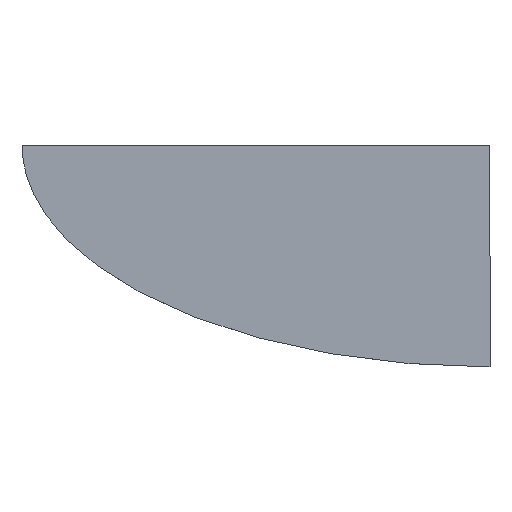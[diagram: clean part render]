
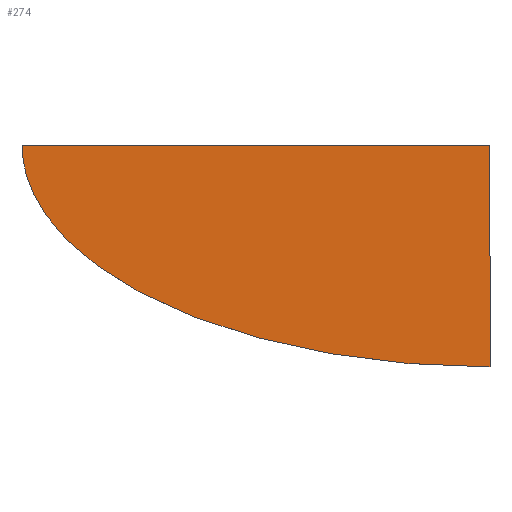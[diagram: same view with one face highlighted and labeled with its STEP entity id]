
A CAD part, top view. The second image highlights one B-rep face of the part: STEP entity #274.
In plain terms, the highlighted planar face has unit normal (0, 0, 1).
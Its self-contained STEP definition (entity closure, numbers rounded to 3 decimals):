
#24 = VERTEX_POINT('',#25);
#25 = CARTESIAN_POINT('',(0.,0.,0.4));
#32 = PLANE('',#33);
#33 = AXIS2_PLACEMENT_3D('',#34,#35,#36);
#34 = CARTESIAN_POINT('',(0.,0.,-0.4));
#35 = DIRECTION('',(0.,1.,-0.));
#36 = DIRECTION('',(1.,0.,0.));
#44 = PLANE('',#45);
#45 = AXIS2_PLACEMENT_3D('',#46,#47,#48);
#46 = CARTESIAN_POINT('',(0.,0.,-0.4));
#47 = DIRECTION('',(-1.,0.,-0.));
#48 = DIRECTION('',(0.,1.,0.));
#56 = EDGE_CURVE('',#24,#57,#59,.T.);
#57 = VERTEX_POINT('',#58);
#58 = CARTESIAN_POINT('',(-67.5,0.,0.4));
#59 = SURFACE_CURVE('',#60,(#64,#71),.PCURVE_S1.);
#60 = LINE('',#61,#62);
#61 = CARTESIAN_POINT('',(0.,0.,0.4));
#62 = VECTOR('',#63,1.);
#63 = DIRECTION('',(-1.,0.,-0.));
#64 = PCURVE('',#32,#65);
#65 = DEFINITIONAL_REPRESENTATION('',(#66),#70);
#66 = LINE('',#67,#68);
#67 = CARTESIAN_POINT('',(-0.,-0.8));
#68 = VECTOR('',#69,1.);
#69 = DIRECTION('',(-1.,0.));
#70 = ( GEOMETRIC_REPRESENTATION_CONTEXT(2) 
PARAMETRIC_REPRESENTATION_CONTEXT() REPRESENTATION_CONTEXT('2D SPACE',''
  ) );
#71 = PCURVE('',#72,#77);
#72 = PLANE('',#73);
#73 = AXIS2_PLACEMENT_3D('',#74,#75,#76);
#74 = CARTESIAN_POINT('',(-29.403,-12.678,0.4));
#75 = DIRECTION('',(0.,0.,1.));
#76 = DIRECTION('',(0.,-1.,0.));
#77 = DEFINITIONAL_REPRESENTATION('',(#78),#82);
#78 = LINE('',#79,#80);
#79 = CARTESIAN_POINT('',(-12.678,29.403));
#80 = VECTOR('',#81,1.);
#81 = DIRECTION('',(0.,-1.));
#82 = ( GEOMETRIC_REPRESENTATION_CONTEXT(2) 
PARAMETRIC_REPRESENTATION_CONTEXT() REPRESENTATION_CONTEXT('2D SPACE',''
  ) );
#100 = SURFACE_OF_LINEAR_EXTRUSION('',#101,#106);
#101 = ELLIPSE('',#102,67.5,32.);
#102 = AXIS2_PLACEMENT_3D('',#103,#104,#105);
#103 = CARTESIAN_POINT('',(0.,0.,-0.4)
  );
#104 = DIRECTION('',(0.,-0.,-1.));
#105 = DIRECTION('',(-1.,0.,-0.));
#106 = VECTOR('',#107,1.);
#107 = DIRECTION('',(0.,-0.,-1.));
#147 = VERTEX_POINT('',#148);
#148 = CARTESIAN_POINT('',(0.,-32.,0.4));
#169 = EDGE_CURVE('',#147,#57,#170,.T.);
#170 = SURFACE_CURVE('',#171,(#176,#183),.PCURVE_S1.);
#171 = ELLIPSE('',#172,67.5,32.);
#172 = AXIS2_PLACEMENT_3D('',#173,#174,#175);
#173 = CARTESIAN_POINT('',(0.,0.,0.4));
#174 = DIRECTION('',(0.,0.,-1.));
#175 = DIRECTION('',(-1.,0.,0.));
#176 = PCURVE('',#100,#177);
#177 = DEFINITIONAL_REPRESENTATION('',(#178),#182);
#178 = LINE('',#179,#180);
#179 = CARTESIAN_POINT('',(0.,-0.8));
#180 = VECTOR('',#181,1.);
#181 = DIRECTION('',(1.,0.));
#182 = ( GEOMETRIC_REPRESENTATION_CONTEXT(2) 
PARAMETRIC_REPRESENTATION_CONTEXT() REPRESENTATION_CONTEXT('2D SPACE',''
  ) );
#183 = PCURVE('',#72,#184);
#184 = DEFINITIONAL_REPRESENTATION('',(#185),#193);
#185 = ( BOUNDED_CURVE() B_SPLINE_CURVE(2,(#186,#187,#188,#189,#190,#191
,#192),.UNSPECIFIED.,.T.,.F.) B_SPLINE_CURVE_WITH_KNOTS((1,2,2,2,2,1),(
    -2.094,0.,2.094,4.189,6.283,
8.378),.UNSPECIFIED.) CURVE() GEOMETRIC_REPRESENTATION_ITEM() 
RATIONAL_B_SPLINE_CURVE((1.,0.5,1.,0.5,1.,0.5,1.)) REPRESENTATION_ITEM(
  '') );
#186 = CARTESIAN_POINT('',(-12.678,-38.097));
#187 = CARTESIAN_POINT('',(-68.103,-38.097));
#188 = CARTESIAN_POINT('',(-40.391,63.153));
#189 = CARTESIAN_POINT('',(-12.678,164.403));
#190 = CARTESIAN_POINT('',(15.035,63.153));
#191 = CARTESIAN_POINT('',(42.748,-38.097));
#192 = CARTESIAN_POINT('',(-12.678,-38.097));
#193 = ( GEOMETRIC_REPRESENTATION_CONTEXT(2) 
PARAMETRIC_REPRESENTATION_CONTEXT() REPRESENTATION_CONTEXT('2D SPACE',''
  ) );
#226 = EDGE_CURVE('',#24,#147,#227,.T.);
#227 = SURFACE_CURVE('',#228,(#232,#239),.PCURVE_S1.);
#228 = LINE('',#229,#230);
#229 = CARTESIAN_POINT('',(0.,0.,0.4));
#230 = VECTOR('',#231,1.);
#231 = DIRECTION('',(0.,-1.,-0.));
#232 = PCURVE('',#44,#233);
#233 = DEFINITIONAL_REPRESENTATION('',(#234),#238);
#234 = LINE('',#235,#236);
#235 = CARTESIAN_POINT('',(-0.,-0.8));
#236 = VECTOR('',#237,1.);
#237 = DIRECTION('',(-1.,0.));
#238 = ( GEOMETRIC_REPRESENTATION_CONTEXT(2) 
PARAMETRIC_REPRESENTATION_CONTEXT() REPRESENTATION_CONTEXT('2D SPACE',''
  ) );
#239 = PCURVE('',#72,#240);
#240 = DEFINITIONAL_REPRESENTATION('',(#241),#245);
#241 = LINE('',#242,#243);
#242 = CARTESIAN_POINT('',(-12.678,29.403));
#243 = VECTOR('',#244,1.);
#244 = DIRECTION('',(1.,0.));
#245 = ( GEOMETRIC_REPRESENTATION_CONTEXT(2) 
PARAMETRIC_REPRESENTATION_CONTEXT() REPRESENTATION_CONTEXT('2D SPACE',''
  ) );
#274 = ADVANCED_FACE('',(#275),#72,.T.);
#275 = FACE_BOUND('',#276,.T.);
#276 = EDGE_LOOP('',(#277,#278,#279));
#277 = ORIENTED_EDGE('',*,*,#56,.T.);
#278 = ORIENTED_EDGE('',*,*,#169,.F.);
#279 = ORIENTED_EDGE('',*,*,#226,.F.);
